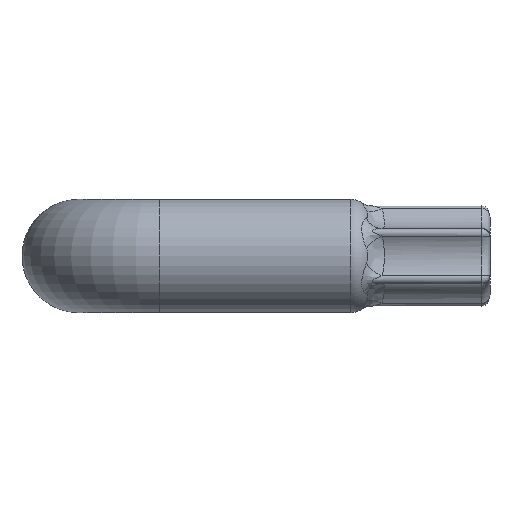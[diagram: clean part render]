
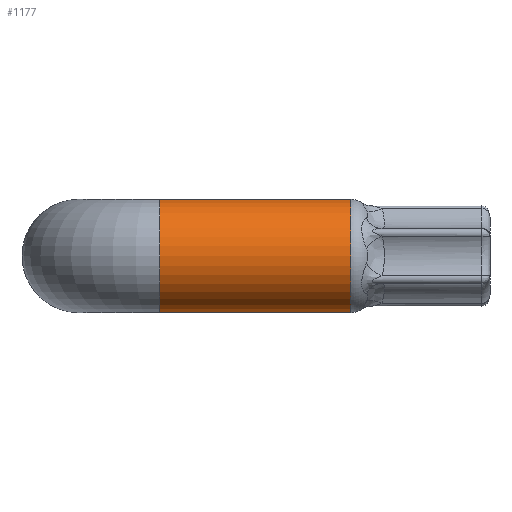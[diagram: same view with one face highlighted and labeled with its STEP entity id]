
A CAD part, left-side view. The second image highlights one B-rep face of the part: STEP entity #1177.
In plain terms, the highlighted cylindrical face has radius 3.5 mm (diameter 7 mm), a full revolution.
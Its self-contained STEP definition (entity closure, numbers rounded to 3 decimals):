
#45=LINE('',#4080,#73);
#73=VECTOR('',#1569,3.5);
#100=CYLINDRICAL_SURFACE('',#1308,3.5);
#195=FACE_OUTER_BOUND('',#280,.T.);
#280=EDGE_LOOP('',(#1036,#1037,#1038,#1039,#1040,#1041));
#429=CIRCLE('',#1305,3.5);
#431=CIRCLE('',#1307,3.5);
#432=CIRCLE('',#1309,3.5);
#433=CIRCLE('',#1310,3.5);
#529=VERTEX_POINT('',#4071);
#530=VERTEX_POINT('',#4072);
#531=VERTEX_POINT('',#4077);
#532=VERTEX_POINT('',#4078);
#700=EDGE_CURVE('',#529,#530,#429,.T.);
#702=EDGE_CURVE('',#530,#529,#431,.T.);
#703=EDGE_CURVE('',#531,#532,#432,.T.);
#704=EDGE_CURVE('',#531,#529,#45,.T.);
#705=EDGE_CURVE('',#532,#531,#433,.T.);
#1036=ORIENTED_EDGE('',*,*,#703,.F.);
#1037=ORIENTED_EDGE('',*,*,#704,.T.);
#1038=ORIENTED_EDGE('',*,*,#702,.F.);
#1039=ORIENTED_EDGE('',*,*,#700,.F.);
#1040=ORIENTED_EDGE('',*,*,#704,.F.);
#1041=ORIENTED_EDGE('',*,*,#705,.F.);
#1177=ADVANCED_FACE('',(#195),#100,.T.);
#1305=AXIS2_PLACEMENT_3D('',#4073,#1559,#1560);
#1307=AXIS2_PLACEMENT_3D('',#4075,#1563,#1564);
#1308=AXIS2_PLACEMENT_3D('',#4076,#1565,#1566);
#1309=AXIS2_PLACEMENT_3D('',#4079,#1567,#1568);
#1310=AXIS2_PLACEMENT_3D('',#4081,#1570,#1571);
#1559=DIRECTION('center_axis',(0.,-1.,0.));
#1560=DIRECTION('ref_axis',(1.,0.,0.));
#1563=DIRECTION('center_axis',(0.,-1.,0.));
#1564=DIRECTION('ref_axis',(1.,0.,0.));
#1565=DIRECTION('center_axis',(0.,1.,0.));
#1566=DIRECTION('ref_axis',(1.,0.,0.));
#1567=DIRECTION('center_axis',(0.,1.,0.));
#1568=DIRECTION('ref_axis',(1.,0.,0.));
#1569=DIRECTION('',(0.,-1.,0.));
#1570=DIRECTION('center_axis',(0.,1.,0.));
#1571=DIRECTION('ref_axis',(1.,0.,0.));
#4071=CARTESIAN_POINT('',(-3.5,-16.81,0.));
#4072=CARTESIAN_POINT('',(0.,-16.81,-3.5));
#4073=CARTESIAN_POINT('Origin',(0.,-16.81,0.));
#4075=CARTESIAN_POINT('Origin',(0.,-16.81,0.));
#4076=CARTESIAN_POINT('Origin',(0.,-18.,0.));
#4077=CARTESIAN_POINT('',(-3.5,-5.,0.));
#4078=CARTESIAN_POINT('',(3.5,-5.,0.));
#4079=CARTESIAN_POINT('Origin',(0.,-5.,0.));
#4080=CARTESIAN_POINT('',(-3.5,-18.,0.));
#4081=CARTESIAN_POINT('Origin',(0.,-5.,0.));
